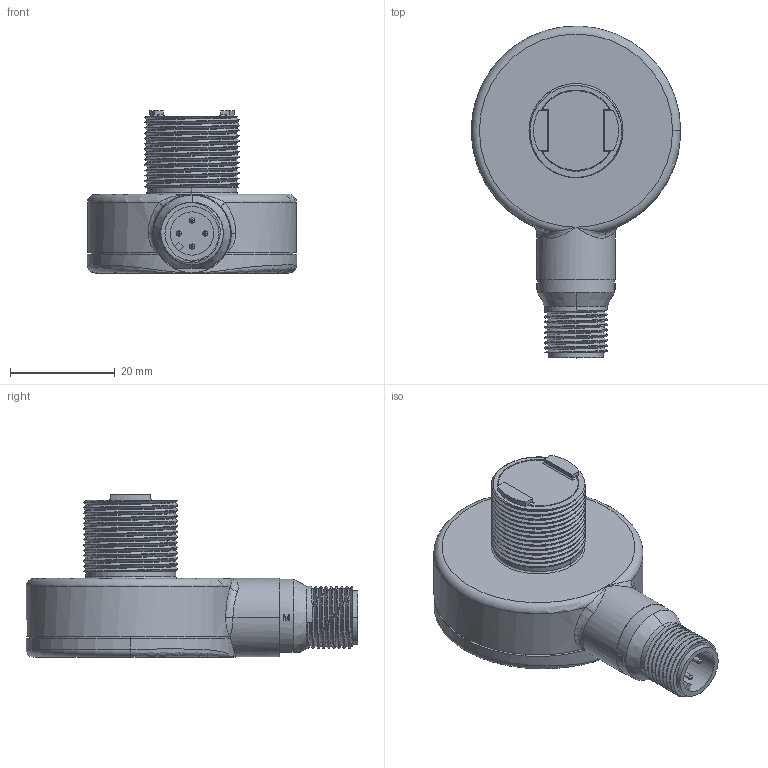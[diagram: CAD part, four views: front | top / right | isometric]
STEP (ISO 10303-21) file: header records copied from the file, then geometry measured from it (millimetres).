
FILE_DESCRIPTION((''),'2;1');
FILE_NAME('155323_SW','2010-12-22T',('banengservice'),('BANNER ENGINEERING'),'PRO/ENGINEER BY PARAMETRIC TECHNOLOGY CORPORATION, 2009141','PRO/ENGINEER BY PARAMETRIC TECHNOLOGY CORPORATION, 2009141','');
FILE_SCHEMA(('CONFIG_CONTROL_DESIGN'));
Length unit declared in the file: inch
Products named in the file (1): 155323_SW
Bounding box: 40.08 x 63.51 x 31.1 mm (x, y, z)
Volume: 8306.8 mm3; surface area: 14972.1 mm2
Topology: 3 solids, 4 shells, 415 faces, 1027 edges, 653 vertices
Faces by surface type: plane 168, cylinder 166, bspline 38, torus 17, cone 16, sphere 6, revolution 4
Entity records: 27488 total; most frequent: CARTESIAN_POINT 17846, ORIENTED_EDGE 2034, DIRECTION 1907, EDGE_CURVE 1017, AXIS2_PLACEMENT_3D 700, VERTEX_POINT 653, VECTOR 503, LINE 503
